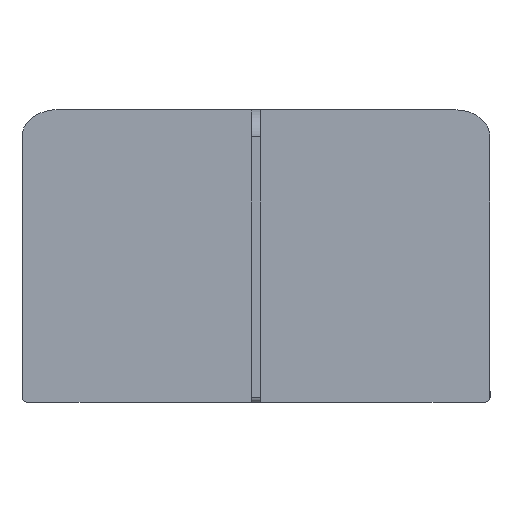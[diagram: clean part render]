
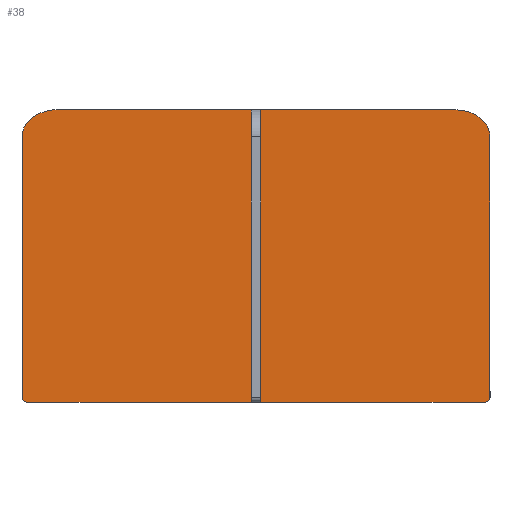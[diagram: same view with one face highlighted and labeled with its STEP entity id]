
A CAD part, left-side view. The second image highlights one B-rep face of the part: STEP entity #38.
In plain terms, the highlighted planar face has unit normal (-1, 0, 0).
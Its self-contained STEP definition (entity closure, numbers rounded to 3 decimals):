
#38=ADVANCED_FACE('',(#112),#1170,.T.);
#112=FACE_OUTER_BOUND('',#186,.T.);
#186=EDGE_LOOP('',(#302,#303,#304,#305,#306,#307,#308,#309,#310,#311,#312,
#313,#314,#315));
#302=ORIENTED_EDGE('',*,*,#682,.F.);
#303=ORIENTED_EDGE('',*,*,#679,.F.);
#304=ORIENTED_EDGE('',*,*,#676,.F.);
#305=ORIENTED_EDGE('',*,*,#673,.F.);
#306=ORIENTED_EDGE('',*,*,#670,.F.);
#307=ORIENTED_EDGE('',*,*,#667,.F.);
#308=ORIENTED_EDGE('',*,*,#664,.F.);
#309=ORIENTED_EDGE('',*,*,#661,.F.);
#310=ORIENTED_EDGE('',*,*,#658,.F.);
#311=ORIENTED_EDGE('',*,*,#655,.F.);
#312=ORIENTED_EDGE('',*,*,#652,.F.);
#313=ORIENTED_EDGE('',*,*,#649,.F.);
#314=ORIENTED_EDGE('',*,*,#646,.F.);
#315=ORIENTED_EDGE('',*,*,#642,.F.);
#642=EDGE_CURVE('',#1038,#1039,#840,.T.);
#646=EDGE_CURVE('',#1039,#1042,#844,.T.);
#649=EDGE_CURVE('',#1042,#1044,#847,.T.);
#652=EDGE_CURVE('',#1044,#1046,#850,.T.);
#655=EDGE_CURVE('',#1046,#1048,#853,.T.);
#658=EDGE_CURVE('',#1048,#1050,#856,.T.);
#661=EDGE_CURVE('',#1050,#1052,#859,.T.);
#664=EDGE_CURVE('',#1052,#1054,#862,.T.);
#667=EDGE_CURVE('',#1054,#1056,#865,.T.);
#670=EDGE_CURVE('',#1056,#1058,#868,.T.);
#673=EDGE_CURVE('',#1058,#1060,#871,.T.);
#676=EDGE_CURVE('',#1060,#1062,#874,.T.);
#679=EDGE_CURVE('',#1062,#1064,#877,.T.);
#682=EDGE_CURVE('',#1064,#1038,#880,.T.);
#840=(
BOUNDED_CURVE()
B_SPLINE_CURVE(2,(#1408,#1409,#1410),.UNSPECIFIED.,.F.,.F.)
B_SPLINE_CURVE_WITH_KNOTS((3,3),(2890.,2905.708),.UNSPECIFIED.)
CURVE()
GEOMETRIC_REPRESENTATION_ITEM()
RATIONAL_B_SPLINE_CURVE((1.,0.707,1.))
REPRESENTATION_ITEM('')
);
#844=(
BOUNDED_CURVE()
B_SPLINE_CURVE(2,(#1418,#1419,#1420),.UNSPECIFIED.,.F.,.F.)
B_SPLINE_CURVE_WITH_KNOTS((3,3),(2905.708,3485.708),
 .UNSPECIFIED.)
CURVE()
GEOMETRIC_REPRESENTATION_ITEM()
RATIONAL_B_SPLINE_CURVE((1.,1.,1.))
REPRESENTATION_ITEM('')
);
#847=(
BOUNDED_CURVE()
B_SPLINE_CURVE(2,(#1426,#1427,#1428),.UNSPECIFIED.,.F.,.F.)
B_SPLINE_CURVE_WITH_KNOTS((3,3),(3485.708,3579.956),
 .UNSPECIFIED.)
CURVE()
GEOMETRIC_REPRESENTATION_ITEM()
RATIONAL_B_SPLINE_CURVE((1.,0.707,1.))
REPRESENTATION_ITEM('')
);
#850=(
BOUNDED_CURVE()
B_SPLINE_CURVE(2,(#1434,#1435,#1436),.UNSPECIFIED.,.F.,.F.)
B_SPLINE_CURVE_WITH_KNOTS((3,3),(3579.956,4259.956),
 .UNSPECIFIED.)
CURVE()
GEOMETRIC_REPRESENTATION_ITEM()
RATIONAL_B_SPLINE_CURVE((1.,1.,1.))
REPRESENTATION_ITEM('')
);
#853=(
BOUNDED_CURVE()
B_SPLINE_CURVE(2,(#1442,#1443,#1444),.UNSPECIFIED.,.F.,.F.)
B_SPLINE_CURVE_WITH_KNOTS((3,3),(4259.956,4354.204),
 .UNSPECIFIED.)
CURVE()
GEOMETRIC_REPRESENTATION_ITEM()
RATIONAL_B_SPLINE_CURVE((1.,0.707,1.))
REPRESENTATION_ITEM('')
);
#856=(
BOUNDED_CURVE()
B_SPLINE_CURVE(2,(#1450,#1451,#1452),.UNSPECIFIED.,.F.,.F.)
B_SPLINE_CURVE_WITH_KNOTS((3,3),(4354.204,4934.204),
 .UNSPECIFIED.)
CURVE()
GEOMETRIC_REPRESENTATION_ITEM()
RATIONAL_B_SPLINE_CURVE((1.,1.,1.))
REPRESENTATION_ITEM('')
);
#859=(
BOUNDED_CURVE()
B_SPLINE_CURVE(2,(#1458,#1459,#1460),.UNSPECIFIED.,.F.,.F.)
B_SPLINE_CURVE_WITH_KNOTS((3,3),(4934.204,4949.911),
 .UNSPECIFIED.)
CURVE()
GEOMETRIC_REPRESENTATION_ITEM()
RATIONAL_B_SPLINE_CURVE((1.,0.707,1.))
REPRESENTATION_ITEM('')
);
#862=(
BOUNDED_CURVE()
B_SPLINE_CURVE(2,(#1466,#1467,#1468),.UNSPECIFIED.,.F.,.F.)
B_SPLINE_CURVE_WITH_KNOTS((3,3),(4949.911,5332.211),
 .UNSPECIFIED.)
CURVE()
GEOMETRIC_REPRESENTATION_ITEM()
RATIONAL_B_SPLINE_CURVE((1.,1.,1.))
REPRESENTATION_ITEM('')
);
#865=(
BOUNDED_CURVE()
B_SPLINE_CURVE(2,(#1474,#1475,#1476),.UNSPECIFIED.,.F.,.F.)
B_SPLINE_CURVE_WITH_KNOTS((3,3),(5332.211,5796.591),
 .UNSPECIFIED.)
CURVE()
GEOMETRIC_REPRESENTATION_ITEM()
RATIONAL_B_SPLINE_CURVE((1.,1.,1.))
REPRESENTATION_ITEM('')
);
#868=(
BOUNDED_CURVE()
B_SPLINE_CURVE(2,(#1482,#1483,#1484,#1485,#1486),.UNSPECIFIED.,.F.,.F.)
B_SPLINE_CURVE_WITH_KNOTS((3,2,3),(5796.591,5799.084,5801.578),
 .UNSPECIFIED.)
CURVE()
GEOMETRIC_REPRESENTATION_ITEM()
RATIONAL_B_SPLINE_CURVE((1.,0.707,1.,0.707,1.))
REPRESENTATION_ITEM('')
);
#871=(
BOUNDED_CURVE()
B_SPLINE_CURVE(2,(#1494,#1495,#1496),.UNSPECIFIED.,.F.,.F.)
B_SPLINE_CURVE_WITH_KNOTS((3,3),(5801.578,5807.883),
 .UNSPECIFIED.)
CURVE()
GEOMETRIC_REPRESENTATION_ITEM()
RATIONAL_B_SPLINE_CURVE((1.,1.,1.))
REPRESENTATION_ITEM('')
);
#874=(
BOUNDED_CURVE()
B_SPLINE_CURVE(2,(#1502,#1503,#1504,#1505,#1506),.UNSPECIFIED.,.F.,.F.)
B_SPLINE_CURVE_WITH_KNOTS((3,2,3),(5807.883,5810.377,5812.87),
 .UNSPECIFIED.)
CURVE()
GEOMETRIC_REPRESENTATION_ITEM()
RATIONAL_B_SPLINE_CURVE((1.,0.707,1.,0.707,1.))
REPRESENTATION_ITEM('')
);
#877=(
BOUNDED_CURVE()
B_SPLINE_CURVE(2,(#1514,#1515,#1516),.UNSPECIFIED.,.F.,.F.)
B_SPLINE_CURVE_WITH_KNOTS((3,3),(5812.87,6277.25),
 .UNSPECIFIED.)
CURVE()
GEOMETRIC_REPRESENTATION_ITEM()
RATIONAL_B_SPLINE_CURVE((1.,1.,1.))
REPRESENTATION_ITEM('')
);
#880=(
BOUNDED_CURVE()
B_SPLINE_CURVE(2,(#1522,#1523,#1524),.UNSPECIFIED.,.F.,.F.)
B_SPLINE_CURVE_WITH_KNOTS((3,3),(6277.25,6659.55),
 .UNSPECIFIED.)
CURVE()
GEOMETRIC_REPRESENTATION_ITEM()
RATIONAL_B_SPLINE_CURVE((1.,1.,1.))
REPRESENTATION_ITEM('')
);
#1038=VERTEX_POINT('',#1380);
#1039=VERTEX_POINT('',#1381);
#1042=VERTEX_POINT('',#1384);
#1044=VERTEX_POINT('',#1386);
#1046=VERTEX_POINT('',#1388);
#1048=VERTEX_POINT('',#1390);
#1050=VERTEX_POINT('',#1392);
#1052=VERTEX_POINT('',#1394);
#1054=VERTEX_POINT('',#1396);
#1056=VERTEX_POINT('',#1398);
#1058=VERTEX_POINT('',#1400);
#1060=VERTEX_POINT('',#1402);
#1062=VERTEX_POINT('',#1404);
#1064=VERTEX_POINT('',#1406);
#1170=PLANE('',#1264);
#1264=AXIS2_PLACEMENT_3D('',#1378,#1275,$);
#1275=DIRECTION('',(-1.,0.,0.));
#1378=CARTESIAN_POINT('',(-673.1,-500.,637.5));
#1380=CARTESIAN_POINT('',(-673.1,390.,700.));
#1381=CARTESIAN_POINT('',(-673.1,400.,707.692));
#1384=CARTESIAN_POINT('',(-673.1,400.,1153.846));
#1386=CARTESIAN_POINT('',(-673.1,340.,1200.));
#1388=CARTESIAN_POINT('',(-673.1,-340.,1200.));
#1390=CARTESIAN_POINT('',(-673.1,-400.,1153.846));
#1392=CARTESIAN_POINT('',(-673.1,-400.,707.692));
#1394=CARTESIAN_POINT('',(-673.1,-390.,700.));
#1396=CARTESIAN_POINT('',(-673.1,-7.7,700.));
#1398=CARTESIAN_POINT('',(-673.1,-7.7,950.));
#1400=CARTESIAN_POINT('',(-673.1,-3.153,950.));
#1402=CARTESIAN_POINT('',(-673.1,3.153,950.));
#1404=CARTESIAN_POINT('',(-673.1,7.7,950.));
#1406=CARTESIAN_POINT('',(-673.1,7.7,700.));
#1408=CARTESIAN_POINT('',(-673.1,390.,700.));
#1409=CARTESIAN_POINT('',(-673.1,400.,700.));
#1410=CARTESIAN_POINT('',(-673.1,400.,707.692));
#1418=CARTESIAN_POINT('',(-673.1,400.,707.692));
#1419=CARTESIAN_POINT('',(-673.1,400.,930.769));
#1420=CARTESIAN_POINT('',(-673.1,400.,1153.846));
#1426=CARTESIAN_POINT('',(-673.1,400.,1153.846));
#1427=CARTESIAN_POINT('',(-673.1,400.,1200.));
#1428=CARTESIAN_POINT('',(-673.1,340.,1200.));
#1434=CARTESIAN_POINT('',(-673.1,340.,1200.));
#1435=CARTESIAN_POINT('',(-673.1,0.,1200.));
#1436=CARTESIAN_POINT('',(-673.1,-340.,1200.));
#1442=CARTESIAN_POINT('',(-673.1,-340.,1200.));
#1443=CARTESIAN_POINT('',(-673.1,-400.,1200.));
#1444=CARTESIAN_POINT('',(-673.1,-400.,1153.846));
#1450=CARTESIAN_POINT('',(-673.1,-400.,1153.846));
#1451=CARTESIAN_POINT('',(-673.1,-400.,930.769));
#1452=CARTESIAN_POINT('',(-673.1,-400.,707.692));
#1458=CARTESIAN_POINT('',(-673.1,-400.,707.692));
#1459=CARTESIAN_POINT('',(-673.1,-400.,700.));
#1460=CARTESIAN_POINT('',(-673.1,-390.,700.));
#1466=CARTESIAN_POINT('',(-673.1,-390.,700.));
#1467=CARTESIAN_POINT('',(-673.1,-198.85,700.));
#1468=CARTESIAN_POINT('',(-673.1,-7.7,700.));
#1474=CARTESIAN_POINT('',(-673.1,-7.7,700.));
#1475=CARTESIAN_POINT('',(-673.1,-7.7,825.));
#1476=CARTESIAN_POINT('',(-673.1,-7.7,950.));
#1482=CARTESIAN_POINT('',(-673.1,-7.7,950.));
#1483=CARTESIAN_POINT('',(-673.1,-7.7,951.749));
#1484=CARTESIAN_POINT('',(-673.1,-5.426,951.749));
#1485=CARTESIAN_POINT('',(-673.1,-3.153,951.749));
#1486=CARTESIAN_POINT('',(-673.1,-3.153,950.));
#1494=CARTESIAN_POINT('',(-673.1,-3.153,950.));
#1495=CARTESIAN_POINT('',(-673.1,0.,950.));
#1496=CARTESIAN_POINT('',(-673.1,3.153,950.));
#1502=CARTESIAN_POINT('',(-673.1,3.153,950.));
#1503=CARTESIAN_POINT('',(-673.1,3.153,951.749));
#1504=CARTESIAN_POINT('',(-673.1,5.426,951.749));
#1505=CARTESIAN_POINT('',(-673.1,7.7,951.749));
#1506=CARTESIAN_POINT('',(-673.1,7.7,950.));
#1514=CARTESIAN_POINT('',(-673.1,7.7,950.));
#1515=CARTESIAN_POINT('',(-673.1,7.7,825.));
#1516=CARTESIAN_POINT('',(-673.1,7.7,700.));
#1522=CARTESIAN_POINT('',(-673.1,7.7,700.));
#1523=CARTESIAN_POINT('',(-673.1,198.85,700.));
#1524=CARTESIAN_POINT('',(-673.1,390.,700.));
